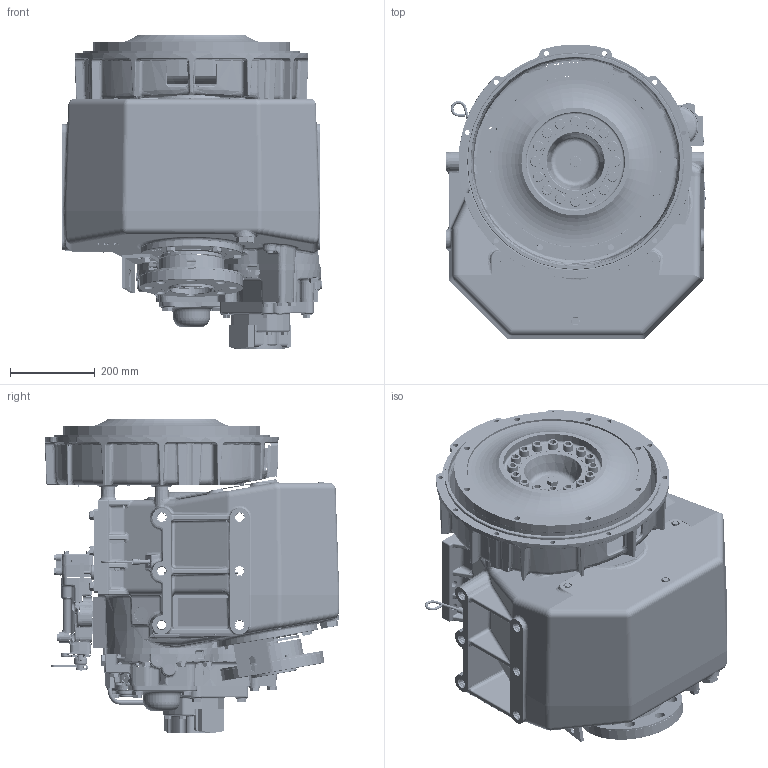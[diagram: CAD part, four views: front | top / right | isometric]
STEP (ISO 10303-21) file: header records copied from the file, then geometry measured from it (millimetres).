
FILE_DESCRIPTION (( 'STEP AP214' ), '1' );
FILE_NAME ('1027903.STEP', '2014-09-18T18:19:27', ( '' ), ( '' ), 'SwSTEP 2.0', 'SolidWorks 2010', '' );
FILE_SCHEMA (( 'AUTOMOTIVE_DESIGN' ));
Length unit declared in the file: millimetre
Products named in the file (1): 1027903
Bounding box: 612.68 x 696.5 x 742.31 mm (x, y, z)
Surface area: 4245335.3 mm2 (no closed solid volume)
Topology: 0 solids, 1595 shells, 8174 faces, 37691 edges, 29928 vertices
Faces by surface type: plane 4559, cylinder 1579, bspline 919, torus 479, cone 472, sphere 166
Entity records: 542736 total; most frequent: CARTESIAN_POINT 165694, DIRECTION 56601, ORIENTED_EDGE 50022, EDGE_CURVE 37543, VERTEX_POINT 29909, VECTOR 22491, LINE 22491, AXIS2_PLACEMENT_3D 17055
